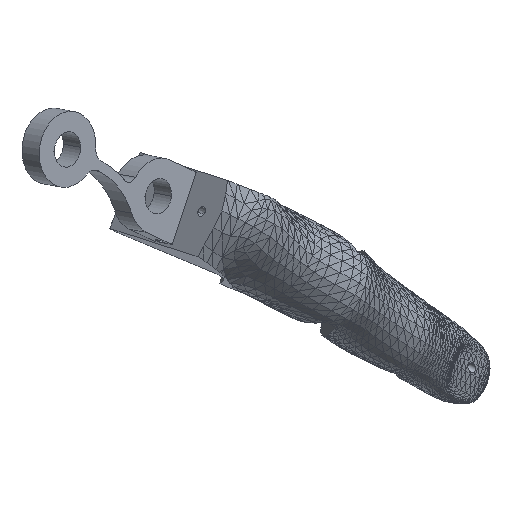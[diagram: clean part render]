
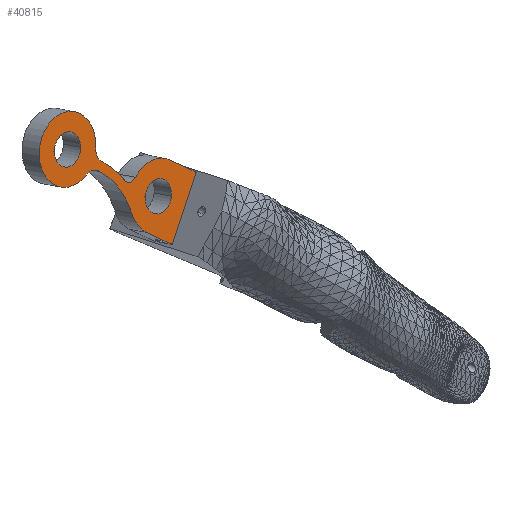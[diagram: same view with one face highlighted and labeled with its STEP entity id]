
A CAD part, top view. The second image highlights one B-rep face of the part: STEP entity #40815.
In plain terms, the highlighted planar face has unit normal (0.677, -0.126, 0.725).
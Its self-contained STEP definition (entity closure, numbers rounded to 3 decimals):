
#12538=CARTESIAN_POINT('',(91.626,-50.739,
-59.462));
#12539=DIRECTION('',(0.677,-0.126,0.725));
#12540=DIRECTION('',(-0.736,-0.116,0.667));
#12541=AXIS2_PLACEMENT_3D('',#12538,#12539,#12540);
#12543=CARTESIAN_POINT('',(91.626,-50.739,
-59.462));
#12544=DIRECTION('',(0.677,-0.126,0.725));
#12545=DIRECTION('',(0.736,0.116,-0.667));
#12546=AXIS2_PLACEMENT_3D('',#12543,#12544,#12545);
#12548=CARTESIAN_POINT('',(109.384,-59.865,
-77.638));
#12549=DIRECTION('',(-0.677,0.126,-0.725));
#12550=DIRECTION('',(0.731,0.,-0.683));
#12551=AXIS2_PLACEMENT_3D('',#12548,#12549,#12550);
#12553=CARTESIAN_POINT('',(109.384,-59.865,
-77.638));
#12554=DIRECTION('',(-0.677,0.126,-0.725));
#12555=DIRECTION('',(-0.731,0.,0.683));
#12556=AXIS2_PLACEMENT_3D('',#12553,#12554,#12555);
#12558=CARTESIAN_POINT('',(91.933,-71.839,
-63.423));
#12559=DIRECTION('',(0.677,-0.126,0.725));
#12560=DIRECTION('',(0.538,0.757,-0.371));
#12561=AXIS2_PLACEMENT_3D('',#12558,#12559,#12560);
#12563=DIRECTION('',(-0.667,0.311,0.677));
#12564=VECTOR('',#12563,7.582);
#12565=CARTESIAN_POINT('',(116.773,-55.159,
-83.719));
#12566=LINE('',#12565,#12564);
#12567=DIRECTION('',(0.311,0.942,-0.126));
#12568=VECTOR('',#12567,15.);
#12569=CARTESIAN_POINT('',(112.108,-69.288,
-81.823));
#12570=LINE('',#12569,#12568);
#12571=DIRECTION('',(0.667,-0.311,-0.677));
#12572=VECTOR('',#12571,7.582);
#12573=CARTESIAN_POINT('',(107.052,-66.929,
-76.689));
#12574=LINE('',#12573,#12572);
#12575=CARTESIAN_POINT('',(91.933,-71.839,
-63.423));
#12576=DIRECTION('',(-0.677,0.126,-0.725));
#12577=DIRECTION('',(0.33,0.933,-0.146));
#12578=AXIS2_PLACEMENT_3D('',#12575,#12576,#12577);
#12580=DIRECTION('',(0.658,-0.338,-0.673));
#12581=VECTOR('',#12580,0.292);
#12582=CARTESIAN_POINT('',(97.681,-54.953,
-65.851));
#12583=LINE('',#12582,#12581);
#12584=DIRECTION('',(-0.658,0.338,0.673));
#12585=VECTOR('',#12584,0.292);
#12586=CARTESIAN_POINT('',(98.533,-53.186,
-66.339));
#12587=LINE('',#12586,#12585);
#12642=CARTESIAN_POINT('',(109.384,-59.865,
-77.638));
#12643=DIRECTION('',(-0.677,0.126,-0.725));
#12644=DIRECTION('',(-0.311,-0.942,0.126));
#12645=AXIS2_PLACEMENT_3D('',#12642,#12643,#12644);
#12665=CARTESIAN_POINT('',(109.384,-59.865,
-77.638));
#12666=DIRECTION('',(-0.677,0.126,-0.725));
#12667=DIRECTION('',(-0.591,0.493,0.638));
#12668=AXIS2_PLACEMENT_3D('',#12665,#12666,#12667);
#12678=CARTESIAN_POINT('',(96.691,-57.751,
-65.414));
#12679=DIRECTION('',(-0.677,0.126,-0.725));
#12680=DIRECTION('',(-0.482,0.668,0.567));
#12681=AXIS2_PLACEMENT_3D('',#12678,#12679,#12680);
#12701=CARTESIAN_POINT('',(91.626,-50.739,
-59.462));
#12702=DIRECTION('',(0.677,-0.126,0.725));
#12703=DIRECTION('',(0.734,0.043,-0.678));
#12704=AXIS2_PLACEMENT_3D('',#12701,#12702,#12703);
#12711=CARTESIAN_POINT('',(99.331,-50.29,
-66.58));
#12712=DIRECTION('',(-0.677,0.126,-0.725));
#12713=DIRECTION('',(-0.33,-0.933,0.146));
#12714=AXIS2_PLACEMENT_3D('',#12711,#12712,#12713);
#12728=CARTESIAN_POINT('',(103.767,-55.181,
-71.575));
#12729=DIRECTION('',(-0.677,0.126,-0.725));
#12730=DIRECTION('',(0.591,-0.493,-0.638));
#12731=AXIS2_PLACEMENT_3D('',#12728,#12729,#12730);
#14970=CARTESIAN_POINT('',(112.108,-69.288,
-81.823));
#14972=VERTEX_POINT('',#14970);
#14980=CARTESIAN_POINT('',(116.773,-55.159,
-83.719));
#14981=VERTEX_POINT('',#14980);
#15155=CARTESIAN_POINT('',(107.052,-66.929,
-76.689));
#15156=VERTEX_POINT('',#15155);
#15165=CARTESIAN_POINT('',(111.717,-52.8,
-78.586));
#15166=VERTEX_POINT('',#15165);
#15171=CARTESIAN_POINT('',(111.942,-59.865,
-80.027));
#15172=CARTESIAN_POINT('',(106.827,-59.865,
-75.249));
#15173=VERTEX_POINT('',#15171);
#15174=VERTEX_POINT('',#15172);
#15479=CARTESIAN_POINT('',(89.05,-51.146,
-57.127));
#15480=CARTESIAN_POINT('',(94.201,-50.333,
-61.796));
#15481=VERTEX_POINT('',#15479);
#15482=VERTEX_POINT('',#15480);
#15483=CARTESIAN_POINT('',(104.191,-63.187,
-73.366));
#15484=VERTEX_POINT('',#15483);
#15487=CARTESIAN_POINT('',(97.873,-55.052,
-66.048));
#15489=VERTEX_POINT('',#15487);
#15491=CARTESIAN_POINT('',(98.533,-53.186,
-66.339));
#15493=VERTEX_POINT('',#15491);
#15495=CARTESIAN_POINT('',(95.244,-55.748,
-63.713));
#15497=VERTEX_POINT('',#15495);
#15499=CARTESIAN_POINT('',(97.681,-54.953,
-65.851));
#15501=VERTEX_POINT('',#15499);
#15504=CARTESIAN_POINT('',(97.13,-50.418,
-64.546));
#15506=VERTEX_POINT('',#15504);
#15508=CARTESIAN_POINT('',(98.341,-53.088,
-66.143));
#15510=VERTEX_POINT('',#15508);
#15511=CARTESIAN_POINT('',(104.949,-56.167,
-72.851));
#15513=VERTEX_POINT('',#15511);
#15515=CARTESIAN_POINT('',(102.691,-56.695,
-70.834));
#15517=VERTEX_POINT('',#15515);
#40773=CARTESIAN_POINT('',(109.384,-59.865,
-77.638));
#40774=DIRECTION('',(0.677,-0.126,0.725));
#40775=DIRECTION('',(0.731,0.,-0.683));
#40776=AXIS2_PLACEMENT_3D('',#40773,#40774,#40775);
#40777=PLANE('',#40776);
#40779=ORIENTED_EDGE('',*,*,#40778,.F.);
#40781=ORIENTED_EDGE('',*,*,#40780,.F.);
#40783=ORIENTED_EDGE('',*,*,#40782,.T.);
#40784=ORIENTED_EDGE('',*,*,#40762,.F.);
#40785=ORIENTED_EDGE('',*,*,#30554,.F.);
#40786=ORIENTED_EDGE('',*,*,#40715,.F.);
#40788=ORIENTED_EDGE('',*,*,#40787,.T.);
#40790=ORIENTED_EDGE('',*,*,#40789,.F.);
#40792=ORIENTED_EDGE('',*,*,#40791,.F.);
#40794=ORIENTED_EDGE('',*,*,#40793,.F.);
#40796=ORIENTED_EDGE('',*,*,#40795,.F.);
#40798=ORIENTED_EDGE('',*,*,#40797,.F.);
#40800=ORIENTED_EDGE('',*,*,#40799,.F.);
#40801=EDGE_LOOP('',(#40779,#40781,#40783,#40784,#40785,#40786,#40788,#40790,
#40792,#40794,#40796,#40798,#40800));
#40802=FACE_OUTER_BOUND('',#40801,.F.);
#40804=ORIENTED_EDGE('',*,*,#40803,.F.);
#40806=ORIENTED_EDGE('',*,*,#40805,.F.);
#40807=EDGE_LOOP('',(#40804,#40806));
#40808=FACE_BOUND('',#40807,.F.);
#40810=ORIENTED_EDGE('',*,*,#40809,.T.);
#40812=ORIENTED_EDGE('',*,*,#40811,.T.);
#40813=EDGE_LOOP('',(#40810,#40812));
#40814=FACE_BOUND('',#40813,.F.);
#40815=ADVANCED_FACE('',(#40802,#40808,#40814),#40777,.T.);
#12542=CIRCLE('',#12541,3.5);
#12547=CIRCLE('',#12546,3.5);
#12552=CIRCLE('',#12551,3.5);
#12557=CIRCLE('',#12556,3.5);
#12562=CIRCLE('',#12561,20.);
#12579=CIRCLE('',#12578,18.);
#12646=CIRCLE('',#12645,7.5);
#12669=CIRCLE('',#12668,7.5);
#12682=CIRCLE('',#12681,3.);
#12705=CIRCLE('',#12704,7.5);
#12715=CIRCLE('',#12714,3.);
#12732=CIRCLE('',#12731,2.);
#30554=EDGE_CURVE('',#14972,#14981,#12570,.T.);
#40715=EDGE_CURVE('',#15156,#14972,#12574,.T.);
#40762=EDGE_CURVE('',#14981,#15166,#12566,.T.);
#40778=EDGE_CURVE('',#15517,#15493,#12562,.T.);
#40780=EDGE_CURVE('',#15513,#15517,#12732,.T.);
#40782=EDGE_CURVE('',#15513,#15166,#12669,.T.);
#40787=EDGE_CURVE('',#15156,#15484,#12646,.T.);
#40789=EDGE_CURVE('',#15489,#15484,#12579,.T.);
#40791=EDGE_CURVE('',#15501,#15489,#12583,.T.);
#40793=EDGE_CURVE('',#15497,#15501,#12682,.T.);
#40795=EDGE_CURVE('',#15506,#15497,#12705,.T.);
#40797=EDGE_CURVE('',#15510,#15506,#12715,.T.);
#40799=EDGE_CURVE('',#15493,#15510,#12587,.T.);
#40803=EDGE_CURVE('',#15173,#15174,#12552,.T.);
#40805=EDGE_CURVE('',#15174,#15173,#12557,.T.);
#40809=EDGE_CURVE('',#15481,#15482,#12542,.T.);
#40811=EDGE_CURVE('',#15482,#15481,#12547,.T.);
